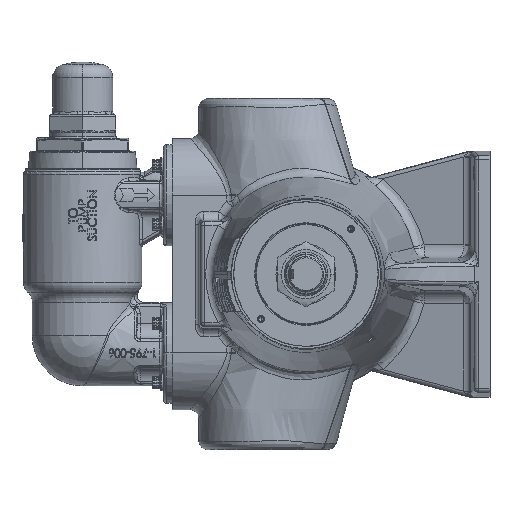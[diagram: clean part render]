
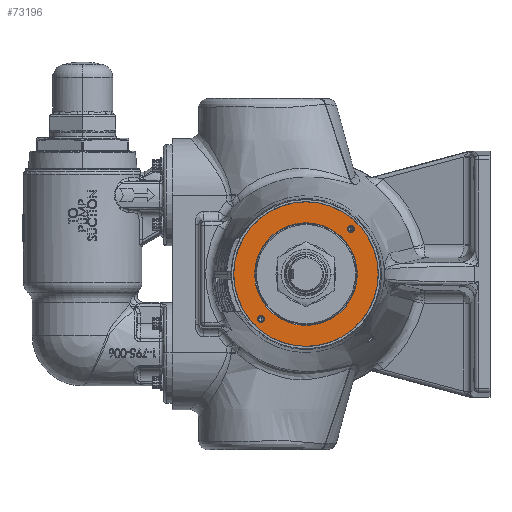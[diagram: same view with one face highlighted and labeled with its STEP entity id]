
A CAD part, left-side view. The second image highlights one B-rep face of the part: STEP entity #73196.
In plain terms, the highlighted planar face has unit normal (-1, 0, 0).
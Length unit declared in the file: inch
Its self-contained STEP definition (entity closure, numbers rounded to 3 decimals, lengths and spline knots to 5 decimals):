
#1269 = EDGE_CURVE ( 'NONE', #109741, #109436, #21035, .T. ) ;
#1490 = AXIS2_PLACEMENT_3D ( 'NONE', #166753, #166614, #166589 ) ;
#2263 = EDGE_CURVE ( 'NONE', #26229, #65472, #118364, .T. ) ;
#5256 = EDGE_LOOP ( 'NONE', ( #172712, #175488 ) ) ;
#6861 = DIRECTION ( 'NONE',  ( -1., 0., 0. ) ) ;
#8290 = CIRCLE ( 'NONE', #163222, 0.1005 ) ;
#8830 = EDGE_CURVE ( 'NONE', #109436, #109741, #105130, .T. ) ;
#9936 = FACE_BOUND ( 'NONE', #163119, .T. ) ;
#12442 = EDGE_LOOP ( 'NONE', ( #159146, #172131 ) ) ;
#13850 = CARTESIAN_POINT ( 'NONE',  ( -10.78128, -1.28163, 1.38213 ) ) ;
#18156 = CARTESIAN_POINT ( 'NONE',  ( -10.78128, 0., -1.46425 ) ) ;
#21035 = CIRCLE ( 'NONE', #85037, 1.46425 ) ;
#22909 = AXIS2_PLACEMENT_3D ( 'NONE', #103321, #103087, #102947 ) ;
#26229 = VERTEX_POINT ( 'NONE', #142674 ) ;
#29656 = VERTEX_POINT ( 'NONE', #92370 ) ;
#33074 = CIRCLE ( 'NONE', #116415, 0.1005 ) ;
#34239 = CARTESIAN_POINT ( 'NONE',  ( -10.78128, 1.28163, -1.38213 ) ) ;
#35628 = CARTESIAN_POINT ( 'NONE',  ( -10.78128, -1.28163, 1.28163 ) ) ;
#40340 = CIRCLE ( 'NONE', #1490, 0.1005 ) ;
#46244 = FACE_BOUND ( 'NONE', #5256, .T. ) ;
#49241 = DIRECTION ( 'NONE',  ( 0., 0., 1. ) ) ;
#52298 = DIRECTION ( 'NONE',  ( -1., 0., 0. ) ) ;
#54153 = AXIS2_PLACEMENT_3D ( 'NONE', #97942, #93877, #93259 ) ;
#56292 = EDGE_CURVE ( 'NONE', #86161, #29656, #40340, .T. ) ;
#65472 = VERTEX_POINT ( 'NONE', #158434 ) ;
#73196 = ADVANCED_FACE ( 'NONE', ( #9936, #118557, #154932, #46244 ), #105043, .F. ) ;
#74196 = VERTEX_POINT ( 'NONE', #91889 ) ;
#80980 = CARTESIAN_POINT ( 'NONE',  ( -10.78128, 0., 0. ) ) ;
#85037 = AXIS2_PLACEMENT_3D ( 'NONE', #172258, #171690, #171118 ) ;
#85987 = CIRCLE ( 'NONE', #156389, 0.1005 ) ;
#86161 = VERTEX_POINT ( 'NONE', #34239 ) ;
#87974 = CARTESIAN_POINT ( 'NONE',  ( -10.78128, 0., 1.46425 ) ) ;
#88456 = CARTESIAN_POINT ( 'NONE',  ( -10.78128, -1.28163, 1.28163 ) ) ;
#91889 = CARTESIAN_POINT ( 'NONE',  ( -10.78128, -1.28163, 1.18113 ) ) ;
#92370 = CARTESIAN_POINT ( 'NONE',  ( -10.78128, 1.28163, -1.18113 ) ) ;
#93259 = DIRECTION ( 'NONE',  ( 0., 0., -1. ) ) ;
#93877 = DIRECTION ( 'NONE',  ( 1., 0., 0. ) ) ;
#94747 = DIRECTION ( 'NONE',  ( 0., 0., 1. ) ) ;
#97942 = CARTESIAN_POINT ( 'NONE',  ( -10.78128, 0., 0. ) ) ;
#102140 = DIRECTION ( 'NONE',  ( 0., 0., 1. ) ) ;
#102947 = DIRECTION ( 'NONE',  ( 0., 0., -1. ) ) ;
#103087 = DIRECTION ( 'NONE',  ( 1., 0., 0. ) ) ;
#103321 = CARTESIAN_POINT ( 'NONE',  ( -10.78128, 1.43425, 0. ) ) ;
#105043 = PLANE ( 'NONE',  #22909 ) ;
#105130 = CIRCLE ( 'NONE', #54153, 1.46425 ) ;
#109436 = VERTEX_POINT ( 'NONE', #87974 ) ;
#109741 = VERTEX_POINT ( 'NONE', #18156 ) ;
#116415 = AXIS2_PLACEMENT_3D ( 'NONE', #88456, #6861, #102140 ) ;
#117493 = EDGE_CURVE ( 'NONE', #65472, #26229, #135239, .T. ) ;
#118364 = CIRCLE ( 'NONE', #154965, 2.06 ) ;
#118557 = FACE_BOUND ( 'NONE', #133921, .T. ) ;
#118662 = VERTEX_POINT ( 'NONE', #13850 ) ;
#118968 = AXIS2_PLACEMENT_3D ( 'NONE', #80980, #176467, #94747 ) ;
#129242 = DIRECTION ( 'NONE',  ( 0., 0., 1. ) ) ;
#129615 = CARTESIAN_POINT ( 'NONE',  ( -10.78128, 0., 0. ) ) ;
#130122 = EDGE_CURVE ( 'NONE', #118662, #74196, #85987, .T. ) ;
#130805 = DIRECTION ( 'NONE',  ( -1., 0., 0. ) ) ;
#131593 = DIRECTION ( 'NONE',  ( -1., 0., 0. ) ) ;
#133747 = CARTESIAN_POINT ( 'NONE',  ( -10.78128, 1.28163, -1.28163 ) ) ;
#133921 = EDGE_LOOP ( 'NONE', ( #155559, #158322 ) ) ;
#135239 = CIRCLE ( 'NONE', #118968, 2.06 ) ;
#138045 = ORIENTED_EDGE ( 'NONE', *, *, #8830, .T. ) ;
#142002 = EDGE_CURVE ( 'NONE', #29656, #86161, #8290, .T. ) ;
#142674 = CARTESIAN_POINT ( 'NONE',  ( -10.78128, 0., -2.06 ) ) ;
#147465 = DIRECTION ( 'NONE',  ( 0., 0., 1. ) ) ;
#153741 = EDGE_CURVE ( 'NONE', #74196, #118662, #33074, .T. ) ;
#154932 = FACE_OUTER_BOUND ( 'NONE', #12442, .T. ) ;
#154965 = AXIS2_PLACEMENT_3D ( 'NONE', #129615, #131593, #129242 ) ;
#155021 = ORIENTED_EDGE ( 'NONE', *, *, #1269, .T. ) ;
#155559 = ORIENTED_EDGE ( 'NONE', *, *, #142002, .F. ) ;
#156389 = AXIS2_PLACEMENT_3D ( 'NONE', #35628, #130805, #49241 ) ;
#158322 = ORIENTED_EDGE ( 'NONE', *, *, #56292, .F. ) ;
#158434 = CARTESIAN_POINT ( 'NONE',  ( -10.78128, 0., 2.06 ) ) ;
#159146 = ORIENTED_EDGE ( 'NONE', *, *, #117493, .T. ) ;
#163119 = EDGE_LOOP ( 'NONE', ( #138045, #155021 ) ) ;
#163222 = AXIS2_PLACEMENT_3D ( 'NONE', #133747, #52298, #147465 ) ;
#166589 = DIRECTION ( 'NONE',  ( 0., 0., 1. ) ) ;
#166614 = DIRECTION ( 'NONE',  ( -1., 0., 0. ) ) ;
#166753 = CARTESIAN_POINT ( 'NONE',  ( -10.78128, 1.28163, -1.28163 ) ) ;
#171118 = DIRECTION ( 'NONE',  ( 0., 0., -1. ) ) ;
#171690 = DIRECTION ( 'NONE',  ( 1., 0., 0. ) ) ;
#172131 = ORIENTED_EDGE ( 'NONE', *, *, #2263, .T. ) ;
#172258 = CARTESIAN_POINT ( 'NONE',  ( -10.78128, 0., 0. ) ) ;
#172712 = ORIENTED_EDGE ( 'NONE', *, *, #130122, .F. ) ;
#175488 = ORIENTED_EDGE ( 'NONE', *, *, #153741, .F. ) ;
#176467 = DIRECTION ( 'NONE',  ( -1., 0., 0. ) ) ;
